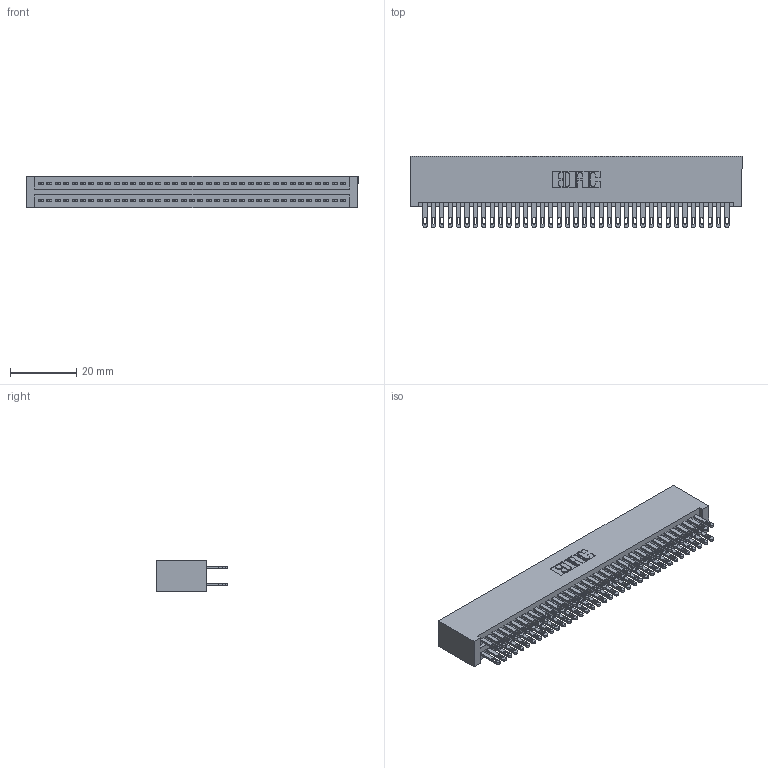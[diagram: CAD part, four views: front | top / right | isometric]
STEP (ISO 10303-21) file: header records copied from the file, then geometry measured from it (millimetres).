
FILE_DESCRIPTION (( 'STEP AP203' ), '1' );
FILE_NAME ('345-074-500-201.STEP', '2019-10-31T05:20:30', ( '' ), ( '' ), 'SwSTEP 2.0', 'SolidWorks 2016', '' );
FILE_SCHEMA (( 'CONFIG_CONTROL_DESIGN' ));
Length unit declared in the file: inch
Products named in the file (3): 345-292-001_345-293-100; 345 Part_No Mounting Lugs; 345-074-500-201
Assembly tree (75 placements, depth 2):
  345-074-500-201
    345 Part_No Mounting Lugs
    345-292-001_345-293-100  x74
Bounding box: 100.58 x 21.51 x 9.4 mm (x, y, z)
Volume: 10566.5 mm3; surface area: 16580.2 mm2
Topology: 75 solids, 75 shells, 3522 faces, 10751 edges, 7166 vertices
Faces by surface type: plane 2074, cylinder 1448
Entity records: 29357 total; most frequent: CARTESIAN_POINT 4924, ORIENTED_EDGE 4858, DIRECTION 4345, EDGE_CURVE 2429, LINE 2153, VECTOR 2153, VERTEX_POINT 1618, AXIS2_PLACEMENT_3D 1096
